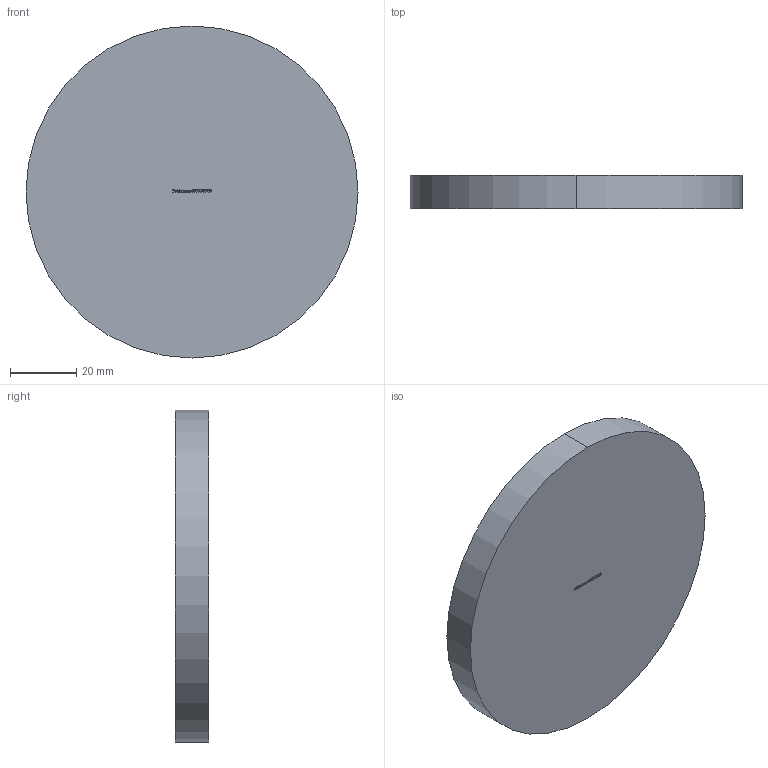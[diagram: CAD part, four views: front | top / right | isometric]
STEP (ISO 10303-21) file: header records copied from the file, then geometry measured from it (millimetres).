
FILE_DESCRIPTION (( 'STEP AP203' ), '1' );
FILE_NAME ('53100-ST-10.step', '2019-04-03T11:39:55', ( '' ), ( '' ), 'SwSTEP 2.0', 'SolidWorks 2015', '' );
FILE_SCHEMA (( 'CONFIG_CONTROL_DESIGN' ));
Length unit declared in the file: millimetre
Products named in the file (1): 53100-ST-10
Bounding box: 100 x 10 x 100 mm (x, y, z)
Volume: 78539.6 mm3; surface area: 18855.4 mm2
Topology: 1 solids, 1 shells, 234 faces, 621 edges, 414 vertices
Faces by surface type: plane 120, bspline 112, cylinder 2
Entity records: 13458 total; most frequent: CARTESIAN_POINT 8326, ORIENTED_EDGE 1242, DIRECTION 647, EDGE_CURVE 621, VERTEX_POINT 414, VECTOR 393, LINE 393, EDGE_LOOP 259
